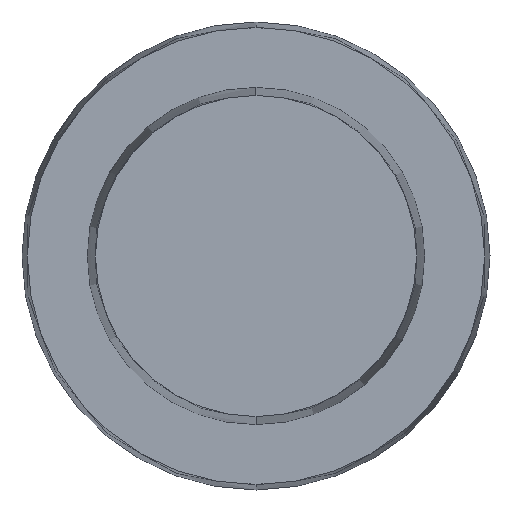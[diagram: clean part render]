
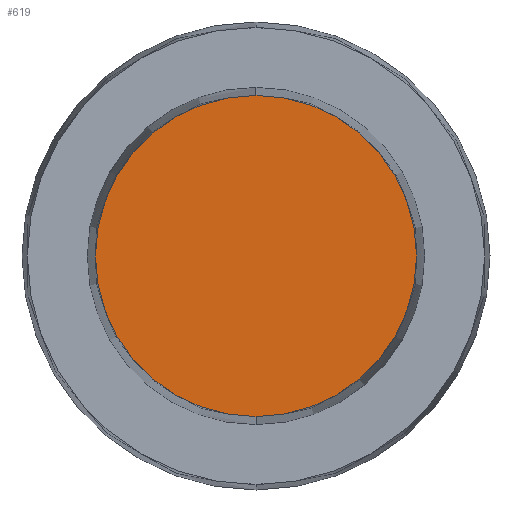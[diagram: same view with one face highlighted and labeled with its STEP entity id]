
A CAD part, front view. The second image highlights one B-rep face of the part: STEP entity #619.
In plain terms, the highlighted planar face has unit normal (0, -1, 0).
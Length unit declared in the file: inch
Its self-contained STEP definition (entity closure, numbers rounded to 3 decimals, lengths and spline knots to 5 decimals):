
#59 = CARTESIAN_POINT ( 'NONE',  ( 0., -0.3, 0. ) ) ;
#89 = DIRECTION ( 'NONE',  ( 0., -1., 0. ) ) ;
#105 = CARTESIAN_POINT ( 'NONE',  ( 0., -0.3, 0. ) ) ;
#120 = CIRCLE ( 'NONE', #813, 0.0525 ) ;
#148 = VERTEX_POINT ( 'NONE', #907 ) ;
#162 = DIRECTION ( 'NONE',  ( 0., -1., 0. ) ) ;
#173 = ORIENTED_EDGE ( 'NONE', *, *, #183, .T. ) ;
#183 = EDGE_CURVE ( 'NONE', #384, #148, #322, .T. ) ;
#257 = FACE_OUTER_BOUND ( 'NONE', #821, .T. ) ;
#322 = CIRCLE ( 'NONE', #572, 0.0525 ) ;
#384 = VERTEX_POINT ( 'NONE', #613 ) ;
#404 = DIRECTION ( 'NONE',  ( 0., 0., -1. ) ) ;
#422 = EDGE_CURVE ( 'NONE', #148, #384, #120, .T. ) ;
#463 = CARTESIAN_POINT ( 'NONE',  ( 0., -0.3, 0. ) ) ;
#496 = PLANE ( 'NONE',  #893 ) ;
#525 = DIRECTION ( 'NONE',  ( 0., 0., -1. ) ) ;
#572 = AXIS2_PLACEMENT_3D ( 'NONE', #59, #162, #525 ) ;
#613 = CARTESIAN_POINT ( 'NONE',  ( 0., -0.3, 0.0525 ) ) ;
#619 = ADVANCED_FACE ( 'NONE', ( #257 ), #496, .T. ) ;
#630 = ORIENTED_EDGE ( 'NONE', *, *, #422, .T. ) ;
#633 = DIRECTION ( 'NONE',  ( 0., 0., -1. ) ) ;
#813 = AXIS2_PLACEMENT_3D ( 'NONE', #463, #89, #404 ) ;
#821 = EDGE_LOOP ( 'NONE', ( #630, #173 ) ) ;
#893 = AXIS2_PLACEMENT_3D ( 'NONE', #105, #945, #633 ) ;
#907 = CARTESIAN_POINT ( 'NONE',  ( 0., -0.3, -0.0525 ) ) ;
#945 = DIRECTION ( 'NONE',  ( 0., -1., 0. ) ) ;
